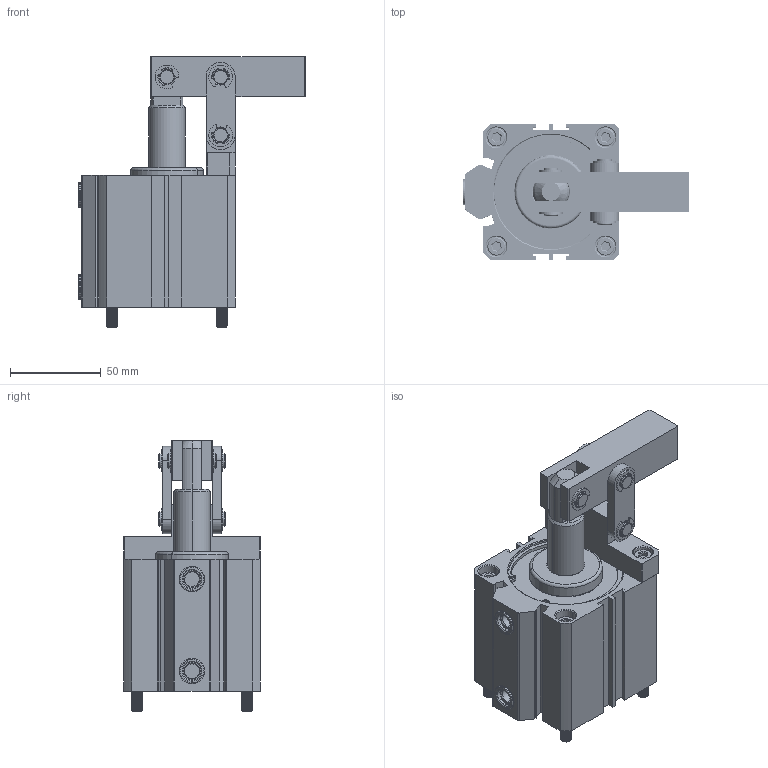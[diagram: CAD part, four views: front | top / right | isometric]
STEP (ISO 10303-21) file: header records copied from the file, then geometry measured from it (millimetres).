
FILE_DESCRIPTION (( 'STEP AP214' ), '1' );
FILE_NAME ('CALC-63杠杆空压缸三维图.STEP', '2019-04-14T06:47:29', ( '' ), ( '' ), 'SwSTEP 2.0', 'SolidWorks 2016', '' );
FILE_SCHEMA (( 'AUTOMOTIVE_DESIGN' ));
Length unit declared in the file: millimetre
Products named in the file (15): 綴裔11; 63001bengti; 11163; 蛌婥赻; 63酗; 前盖亅; 縐縐縐; 4542; CALC-63杠杆空压缸三维图; 63揤旋; 1116302; 傻; 1x4黑芛MS63; 63蟀裝; 63魂裝扂
Assembly tree (25 placements, depth 2):
  CALC-63杠杆空压缸三维图
    4542  x2
    縐縐縐  x6
    前盖亅
    63酗  x2
    蛌婥赻
    11163  x2
    63001bengti
    綴裔11
    63魂裝扂
    63蟀裝  x2
    1x4黑芛MS63  x2
    傻
    1116302  x2
    63揤旋
Bounding box: 124.5 x 75 x 148.5 mm (x, y, z)
Volume: 311560.5 mm3; surface area: 116909.6 mm2
Topology: 21 solids, 25 shells, 1185 faces, 3120 edges, 2021 vertices
Faces by surface type: cylinder 736, plane 281, cone 107, bspline 41, torus 20
Entity records: 43897 total; most frequent: CARTESIAN_POINT 27146, ORIENTED_EDGE 3674, DIRECTION 3146, EDGE_CURVE 1839, VERTEX_POINT 1185, AXIS2_PLACEMENT_3D 1155, VECTOR 836, LINE 836
